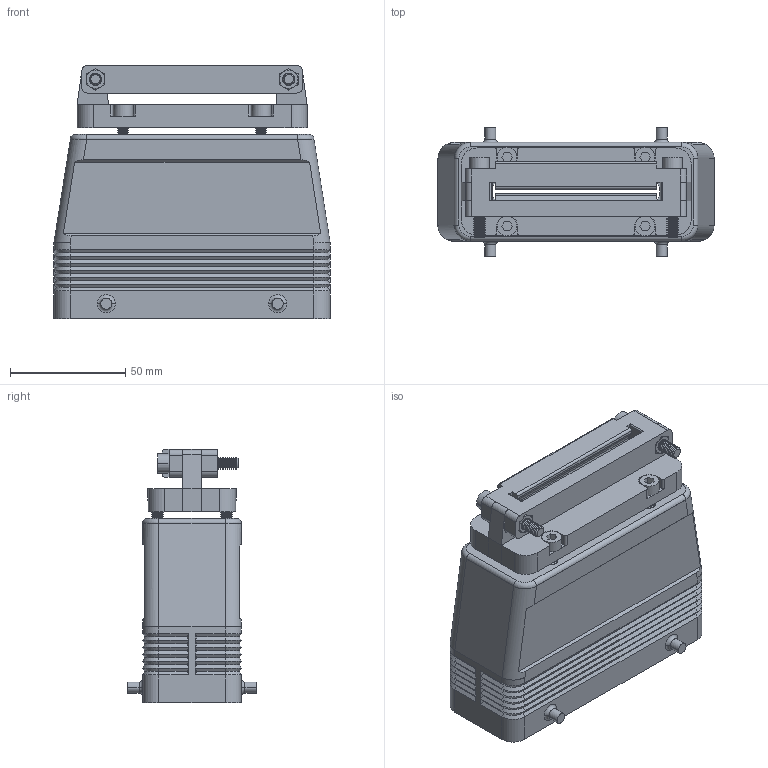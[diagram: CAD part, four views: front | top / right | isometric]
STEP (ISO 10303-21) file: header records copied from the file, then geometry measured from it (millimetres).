
FILE_DESCRIPTION(('OneSpaceDesigner STEP Export'),'2;1');
FILE_NAME('CMAN_16.stp','2008-09-02T 9:04:09',(''),(''),'OneSpace Designer STEP processor for AP214 (Solid Model)','OneSpace Modeling 15.50B 03-Nov-2007 (C) CoCreate Software GmbH','');
FILE_SCHEMA(('AUTOMOTIVE_DESIGN { 1 0 10303 214 1 1 1 1 }'));
Length unit declared in the file: millimetre
Products named in the file (2): CMAN_16
Assembly tree (1 placements, depth 2):
  CMAN_16
    CMAN_16
Bounding box: 120 x 56 x 110 mm (x, y, z)
Volume: 137123.9 mm3; surface area: 81860.5 mm2
Topology: 1 solids, 11 shells, 1061 faces, 2632 edges, 1564 vertices
Faces by surface type: cone 480, plane 366, cylinder 203, torus 12
Entity records: 46231 total; most frequent: CARTESIAN_POINT 15749, ORIENTED_EDGE 5264, DIRECTION 3848, EDGE_CURVE 2632, VERTEX_POINT 1564, VECTOR 1350, LINE 1350, AXIS2_PLACEMENT_3D 1249
